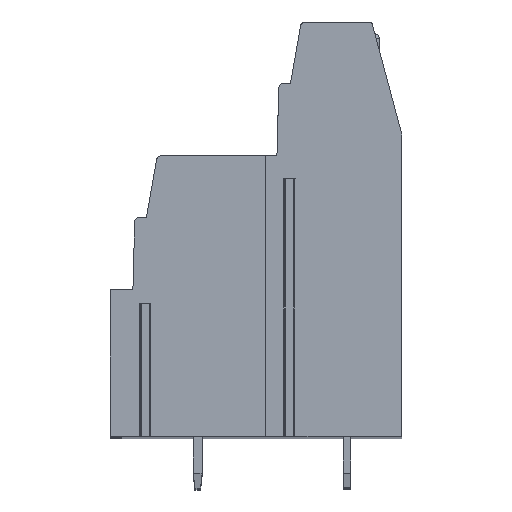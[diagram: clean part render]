
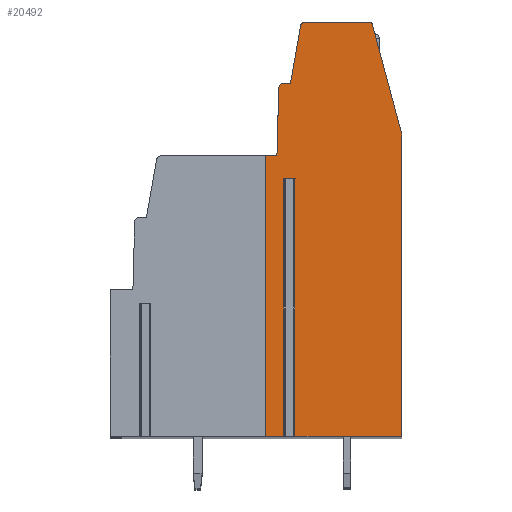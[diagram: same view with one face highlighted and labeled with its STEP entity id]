
A CAD part, top view. The second image highlights one B-rep face of the part: STEP entity #20492.
In plain terms, the highlighted planar face has unit normal (0, 0, 1).
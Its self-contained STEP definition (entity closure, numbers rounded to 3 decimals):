
#13=DIRECTION('',(-1.,0.,0.));
#14=VECTOR('',#13,0.743);
#15=CARTESIAN_POINT('',(1.908,2.65,78.74));
#16=LINE('',#15,#14);
#17=DIRECTION('',(0.,-1.,0.));
#18=VECTOR('',#17,17.55);
#19=CARTESIAN_POINT('',(1.165,2.65,78.74));
#20=LINE('',#19,#18);
#21=DIRECTION('',(1.,0.,0.));
#22=VECTOR('',#21,1.228);
#23=CARTESIAN_POINT('',(-0.063,-14.9,78.74));
#24=LINE('',#23,#22);
#25=DIRECTION('',(-1.,0.,0.));
#26=VECTOR('',#25,0.75);
#27=CARTESIAN_POINT('',(0.687,4.2,78.74));
#28=LINE('',#27,#26);
#29=DIRECTION('',(-0.026,-1.,0.));
#30=VECTOR('',#29,4.609);
#31=CARTESIAN_POINT('',(0.808,8.808,78.74));
#32=LINE('',#31,#30);
#33=CARTESIAN_POINT('',(1.108,8.8,78.74));
#34=DIRECTION('',(0.,0.,1.));
#35=DIRECTION('',(0.,1.,0.));
#36=AXIS2_PLACEMENT_3D('',#33,#34,#35);
#38=DIRECTION('',(-1.,0.,0.));
#39=VECTOR('',#38,0.497);
#40=CARTESIAN_POINT('',(1.605,9.1,78.74));
#41=LINE('',#40,#39);
#42=DIRECTION('',(-0.174,-0.985,0.));
#43=VECTOR('',#42,4.013);
#44=CARTESIAN_POINT('',(2.301,13.052,78.74));
#45=LINE('',#44,#43);
#46=CARTESIAN_POINT('',(2.597,13.,78.74));
#47=DIRECTION('',(0.,0.,1.));
#48=DIRECTION('',(0.,1.,0.));
#49=AXIS2_PLACEMENT_3D('',#46,#47,#48);
#51=DIRECTION('',(-1.,0.,0.));
#52=VECTOR('',#51,4.31);
#53=CARTESIAN_POINT('',(6.907,13.3,78.74));
#54=LINE('',#53,#52);
#55=CARTESIAN_POINT('',(6.907,13.,78.74));
#56=DIRECTION('',(0.,0.,1.));
#57=DIRECTION('',(0.966,0.259,0.));
#58=AXIS2_PLACEMENT_3D('',#55,#56,#57);
#60=CARTESIAN_POINT('',(8.187,5.518,78.74));
#61=DIRECTION('',(0.,0.,1.));
#62=DIRECTION('',(1.,0.,0.));
#63=AXIS2_PLACEMENT_3D('',#60,#61,#62);
#65=DIRECTION('',(0.,1.,0.));
#66=VECTOR('',#65,20.418);
#67=CARTESIAN_POINT('',(9.187,-14.9,78.74));
#68=LINE('',#67,#66);
#69=DIRECTION('',(1.,0.,0.));
#70=VECTOR('',#69,7.279);
#71=CARTESIAN_POINT('',(1.908,-14.9,78.74));
#72=LINE('',#71,#70);
#73=DIRECTION('',(0.,-1.,0.));
#74=VECTOR('',#73,17.55);
#75=CARTESIAN_POINT('',(1.908,2.65,78.74));
#76=LINE('',#75,#74);
#3203=DIRECTION('',(-0.259,0.966,0.));
#3204=VECTOR('',#3203,7.558);
#3205=CARTESIAN_POINT('',(9.153,5.777,78.74));
#3206=LINE('',#3205,#3204);
#8480=DIRECTION('',(0.,-1.,0.));
#8481=VECTOR('',#8480,19.1);
#8482=CARTESIAN_POINT('',(-0.063,4.2,78.74));
#8483=LINE('',#8482,#8481);
#16121=CARTESIAN_POINT('',(9.187,-14.9,78.74));
#16122=CARTESIAN_POINT('',(9.187,5.518,78.74));
#16123=VERTEX_POINT('',#16121);
#16124=VERTEX_POINT('',#16122);
#16125=CARTESIAN_POINT('',(9.153,5.777,78.74));
#16126=VERTEX_POINT('',#16125);
#16127=CARTESIAN_POINT('',(7.197,13.078,78.74));
#16128=CARTESIAN_POINT('',(6.907,13.3,78.74));
#16129=VERTEX_POINT('',#16127);
#16130=VERTEX_POINT('',#16128);
#16131=CARTESIAN_POINT('',(2.597,13.3,78.74));
#16132=VERTEX_POINT('',#16131);
#16133=CARTESIAN_POINT('',(2.301,13.052,78.74));
#16134=VERTEX_POINT('',#16133);
#16135=CARTESIAN_POINT('',(1.605,9.1,78.74));
#16136=VERTEX_POINT('',#16135);
#16137=CARTESIAN_POINT('',(1.108,9.1,78.74));
#16138=VERTEX_POINT('',#16137);
#16139=CARTESIAN_POINT('',(0.808,8.808,78.74));
#16140=VERTEX_POINT('',#16139);
#16141=CARTESIAN_POINT('',(0.687,4.2,78.74));
#16142=VERTEX_POINT('',#16141);
#16185=CARTESIAN_POINT('',(-0.063,-14.9,78.74));
#16187=VERTEX_POINT('',#16185);
#16193=CARTESIAN_POINT('',(-0.063,4.2,78.74));
#16194=VERTEX_POINT('',#16193);
#16269=CARTESIAN_POINT('',(1.908,2.65,78.74));
#16270=CARTESIAN_POINT('',(1.165,2.65,78.74));
#16271=VERTEX_POINT('',#16269);
#16272=VERTEX_POINT('',#16270);
#16273=CARTESIAN_POINT('',(1.908,-14.9,78.74));
#16274=VERTEX_POINT('',#16273);
#16275=CARTESIAN_POINT('',(1.165,-14.9,78.74));
#16276=VERTEX_POINT('',#16275);
#20451=CARTESIAN_POINT('',(0.,0.,78.74));
#20452=DIRECTION('',(0.,0.,1.));
#20453=DIRECTION('',(1.,0.,0.));
#20454=AXIS2_PLACEMENT_3D('',#20451,#20452,#20453);
#20455=PLANE('',#20454);
#20457=ORIENTED_EDGE('',*,*,#20456,.T.);
#20459=ORIENTED_EDGE('',*,*,#20458,.T.);
#20461=ORIENTED_EDGE('',*,*,#20460,.F.);
#20463=ORIENTED_EDGE('',*,*,#20462,.F.);
#20465=ORIENTED_EDGE('',*,*,#20464,.F.);
#20467=ORIENTED_EDGE('',*,*,#20466,.F.);
#20469=ORIENTED_EDGE('',*,*,#20468,.F.);
#20471=ORIENTED_EDGE('',*,*,#20470,.F.);
#20473=ORIENTED_EDGE('',*,*,#20472,.F.);
#20475=ORIENTED_EDGE('',*,*,#20474,.F.);
#20477=ORIENTED_EDGE('',*,*,#20476,.F.);
#20479=ORIENTED_EDGE('',*,*,#20478,.F.);
#20481=ORIENTED_EDGE('',*,*,#20480,.F.);
#20483=ORIENTED_EDGE('',*,*,#20482,.F.);
#20485=ORIENTED_EDGE('',*,*,#20484,.F.);
#20487=ORIENTED_EDGE('',*,*,#20486,.F.);
#20489=ORIENTED_EDGE('',*,*,#20488,.F.);
#20490=EDGE_LOOP('',(#20457,#20459,#20461,#20463,#20465,#20467,#20469,#20471,
#20473,#20475,#20477,#20479,#20481,#20483,#20485,#20487,#20489));
#20491=FACE_OUTER_BOUND('',#20490,.F.);
#37=CIRCLE('',#36,0.3);
#50=CIRCLE('',#49,0.3);
#59=CIRCLE('',#58,0.3);
#64=CIRCLE('',#63,1.);
#20456=EDGE_CURVE('',#16271,#16272,#16,.T.);
#20458=EDGE_CURVE('',#16272,#16276,#20,.T.);
#20460=EDGE_CURVE('',#16187,#16276,#24,.T.);
#20462=EDGE_CURVE('',#16194,#16187,#8483,.T.);
#20464=EDGE_CURVE('',#16142,#16194,#28,.T.);
#20466=EDGE_CURVE('',#16140,#16142,#32,.T.);
#20468=EDGE_CURVE('',#16138,#16140,#37,.T.);
#20470=EDGE_CURVE('',#16136,#16138,#41,.T.);
#20472=EDGE_CURVE('',#16134,#16136,#45,.T.);
#20474=EDGE_CURVE('',#16132,#16134,#50,.T.);
#20476=EDGE_CURVE('',#16130,#16132,#54,.T.);
#20478=EDGE_CURVE('',#16129,#16130,#59,.T.);
#20480=EDGE_CURVE('',#16126,#16129,#3206,.T.);
#20482=EDGE_CURVE('',#16124,#16126,#64,.T.);
#20484=EDGE_CURVE('',#16123,#16124,#68,.T.);
#20486=EDGE_CURVE('',#16274,#16123,#72,.T.);
#20488=EDGE_CURVE('',#16271,#16274,#76,.T.);
#20492=ADVANCED_FACE('',(#20491),#20455,.T.);
